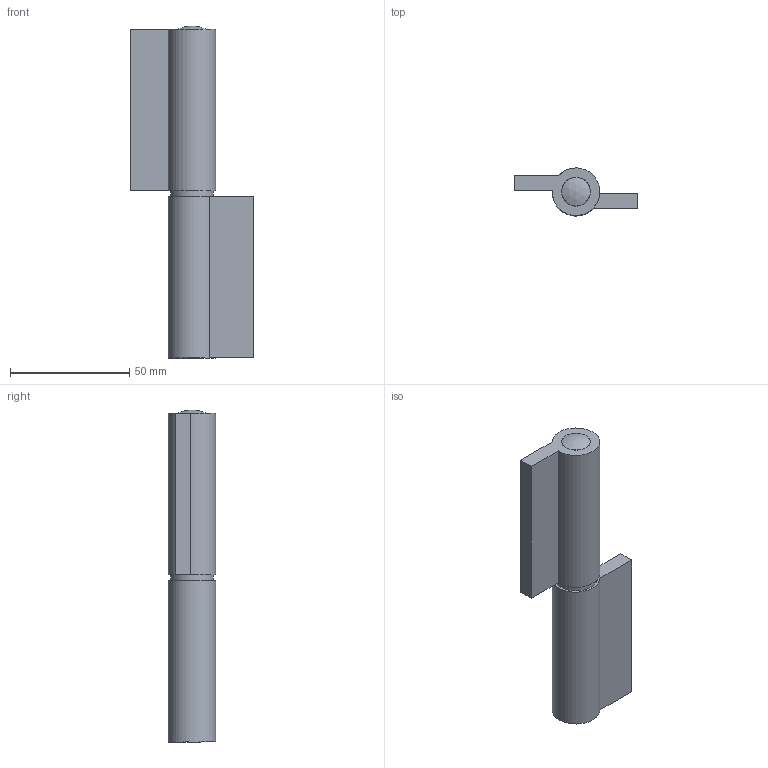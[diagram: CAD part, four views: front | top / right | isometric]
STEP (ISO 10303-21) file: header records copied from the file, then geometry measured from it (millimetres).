
FILE_DESCRIPTION(/* description */ (''),/* implementation_level */ '2;1');
FILE_NAME(/* name */ '1512SOFG.stp',/* time_stamp */ '2019-08-05T13:40:17+02:00',/* author */ ('marc'),/* organization */ (''),/* preprocessor_version */ 'ST-DEVELOPER v17.2',/* originating_system */ 'Autodesk Inventor 2019',/* authorisation */ '');
FILE_SCHEMA (('AUTOMOTIVE_DESIGN { 1 0 10303 214 3 1 1 }'));
Length unit declared in the file: millimetre
Products named in the file (6): 1512GJSOFG; 15246; 16491; 24811G; 24811; 07002009
Assembly tree (6 placements, depth 3):
  1512GJSOFG
    15246
    16491  x2
    24811G
      24811
      07002009
Bounding box: 52 x 19.97 x 139.4 mm (x, y, z)
Volume: 56636.1 mm3; surface area: 26484.7 mm2
Topology: 5 solids, 5 shells, 536 faces, 1285 edges, 864 vertices
Faces by surface type: plane 510, cylinder 17, cone 4, sphere 3, bspline 2
Full cylindrical faces by diameter (mm): 1 x1, 5 x2, 5.2 x2, 6 x1, 8 x2, 11 x1, 12 x2, 12.1 x2, 12.5 x1, 18 x1
Entity records: 15630 total; most frequent: CARTESIAN_POINT 2750, DIRECTION 2612, ORIENTED_EDGE 2538, EDGE_CURVE 1269, LINE 1000, VECTOR 1000, VERTEX_POINT 854, AXIS2_PLACEMENT_3D 806
